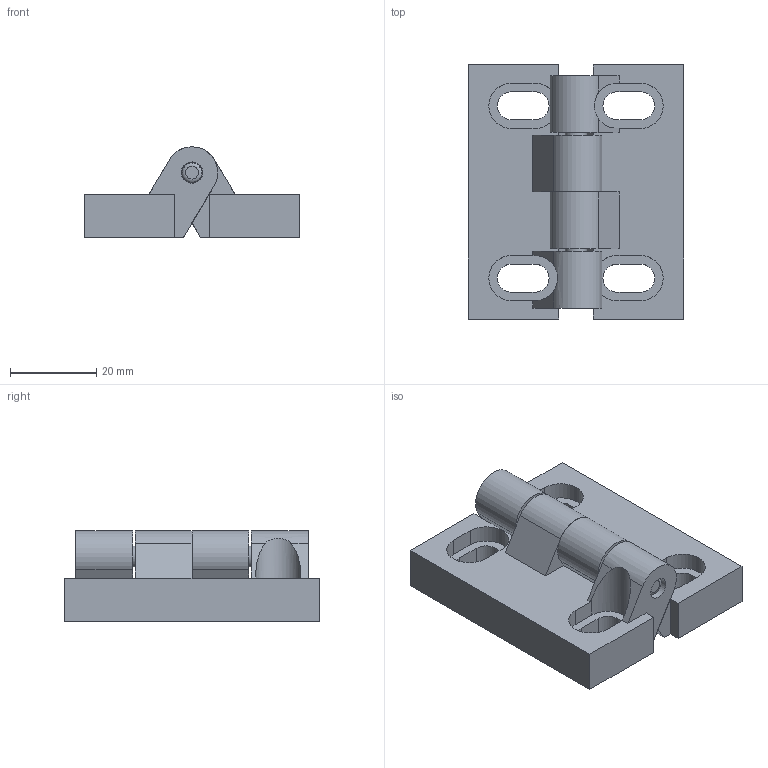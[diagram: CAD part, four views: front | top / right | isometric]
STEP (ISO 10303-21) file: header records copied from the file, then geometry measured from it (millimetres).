
FILE_DESCRIPTION(/* description */ (''),/* implementation_level */ '2;1');
FILE_NAME(/* name */ '601830.stp',/* time_stamp */ '2014-03-15T10:56:02+01:00',/* author */ ('jank'),/* organization */ ('Alutec K&K'),/* preprocessor_version */ 'ST-DEVELOPER v15.2',/* originating_system */ 'Autodesk Inventor 2014',/* authorisation */ '');
FILE_SCHEMA (('AUTOMOTIVE_DESIGN { 1 0 10303 214 3 1 1 }'));
Length unit declared in the file: millimetre
Products named in the file (1): 601830
Bounding box: 50 x 59 x 21 mm (x, y, z)
Volume: 29697.7 mm3; surface area: 14179.5 mm2
Topology: 3 solids, 3 shells, 179 faces, 489 edges, 312 vertices
Faces by surface type: plane 128, cylinder 41, sphere 8, torus 2
Full cylindrical faces by diameter (mm): 5 x5
Entity records: 5797 total; most frequent: CARTESIAN_POINT 1266, ORIENTED_EDGE 942, DIRECTION 914, EDGE_CURVE 471, VERTEX_POINT 309, AXIS2_PLACEMENT_3D 305, LINE 304, VECTOR 304
